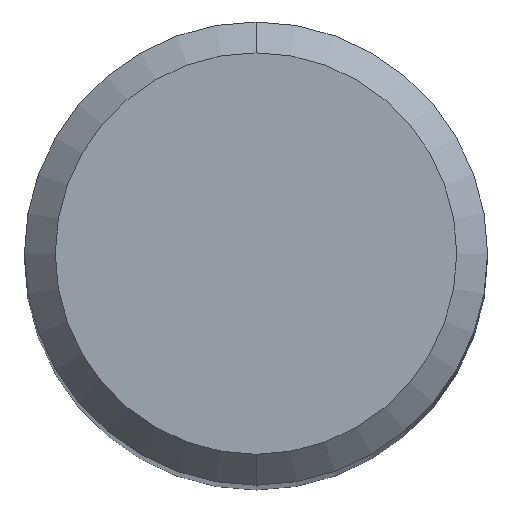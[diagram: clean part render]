
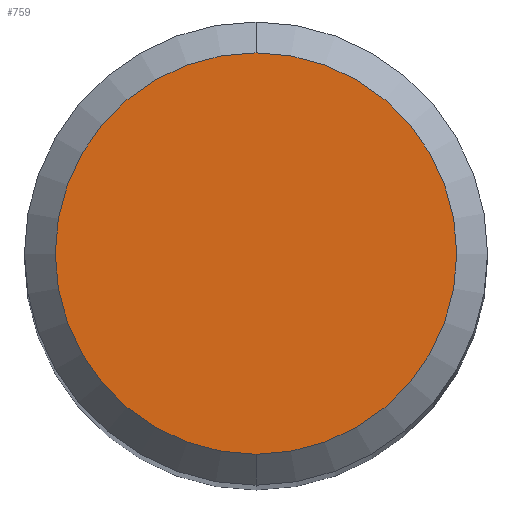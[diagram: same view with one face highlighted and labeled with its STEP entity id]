
A CAD part, top view. The second image highlights one B-rep face of the part: STEP entity #759.
In plain terms, the highlighted planar face has unit normal (0, 0, 1).
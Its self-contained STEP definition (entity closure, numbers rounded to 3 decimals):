
#641=EDGE_CURVE('',#867,#721,#1273,.T.);
#645=EDGE_CURVE('',#721,#867,#1277,.T.);
#721=VERTEX_POINT('',#1355);
#759=ADVANCED_FACE('',(#1396),#1397,.T.);
#867=VERTEX_POINT('',#1514);
#1273=CIRCLE('',#4729,2.6);
#1277=CIRCLE('',#4735,2.6);
#1355=CARTESIAN_POINT('',(0.,-2.6,0.0));
#1396=FACE_OUTER_BOUND('',#6290,.T.);
#1397=PLANE('',#6291);
#1514=CARTESIAN_POINT('',(0.0,2.6,0.0));
#4729=AXIS2_PLACEMENT_3D('',#8062,#8063,#8064);
#4735=AXIS2_PLACEMENT_3D('',#8068,#8069,#8070);
#6290=EDGE_LOOP('',(#8144,#8145));
#6291=AXIS2_PLACEMENT_3D('',#8146,#8147,#8148);
#8062=CARTESIAN_POINT('',(0.0,0.0,0.0));
#8063=DIRECTION('',(0.0,0.0,-1.0));
#8064=DIRECTION('',(0.0,1.0,0.0));
#8068=CARTESIAN_POINT('',(0.0,0.0,0.0));
#8069=DIRECTION('',(0.0,0.0,-1.0));
#8070=DIRECTION('',(0.0,1.0,0.0));
#8144=ORIENTED_EDGE('',*,*,#641,.F.);
#8145=ORIENTED_EDGE('',*,*,#645,.F.);
#8146=CARTESIAN_POINT('',(0.0,1.3,0.0));
#8147=DIRECTION('',(-0.0,0.0,1.0));
#8148=DIRECTION('',(0.0,-1.0,0.0));
